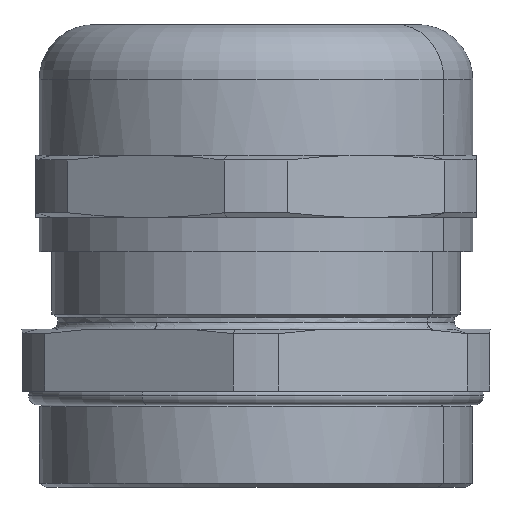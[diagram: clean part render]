
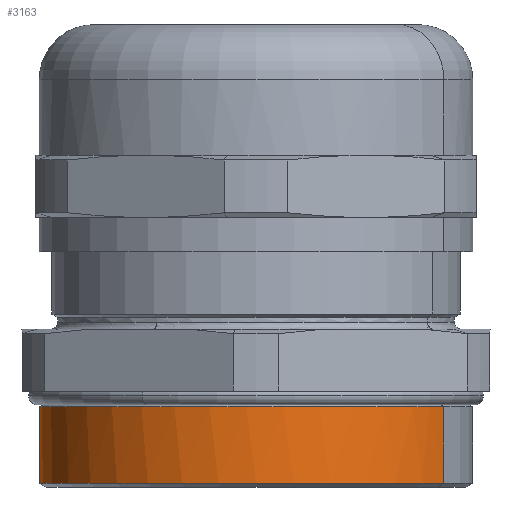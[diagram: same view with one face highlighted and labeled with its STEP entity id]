
A CAD part, front view. The second image highlights one B-rep face of the part: STEP entity #3163.
In plain terms, the highlighted cylindrical face has radius 31.475 mm (diameter 62.95 mm), a partial arc.
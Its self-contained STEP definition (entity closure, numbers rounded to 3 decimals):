
#3017=AXIS2_PLACEMENT_3D('Circle Axis2P3D',#3015,#3016,$) ;
#3124=AXIS2_PLACEMENT_3D('Cylinder Axis2P3D',#3121,#3122,#3123) ;
#3012=CARTESIAN_POINT('Vertex',(61.258,21.763,0.591)) ;
#3015=CARTESIAN_POINT('Axis2P3D Location',(34.,37.5,0.591)) ;
#3019=CARTESIAN_POINT('Vertex',(6.742,53.238,0.591)) ;
#3121=CARTESIAN_POINT('Axis2P3D Location',(34.,37.5,12.3)) ;
#3126=CARTESIAN_POINT('Line Origine',(61.258,21.763,12.3)) ;
#3130=CARTESIAN_POINT('Vertex',(61.258,21.763,11.723)) ;
#3134=CARTESIAN_POINT('Control Point',(6.742,53.238,11.723)) ;
#3135=CARTESIAN_POINT('Control Point',(4.27,48.956,11.723)) ;
#3136=CARTESIAN_POINT('Control Point',(2.638,44.189,11.723)) ;
#3137=CARTESIAN_POINT('Control Point',(1.976,39.156,11.723)) ;
#3138=CARTESIAN_POINT('Control Point',(2.66,29.102,11.723)) ;
#3139=CARTESIAN_POINT('Control Point',(7.094,20.054,11.723)) ;
#3140=CARTESIAN_POINT('Control Point',(10.184,16.027,11.723)) ;
#3141=CARTESIAN_POINT('Control Point',(17.777,9.401,11.723)) ;
#3142=CARTESIAN_POINT('Control Point',(27.311,6.138,11.723)) ;
#3143=CARTESIAN_POINT('Control Point',(32.344,5.476,11.723)) ;
#3144=CARTESIAN_POINT('Control Point',(42.398,6.16,11.723)) ;
#3145=CARTESIAN_POINT('Control Point',(51.446,10.594,11.723)) ;
#3146=CARTESIAN_POINT('Control Point',(55.473,13.684,11.723)) ;
#3147=CARTESIAN_POINT('Control Point',(58.786,17.481,11.723)) ;
#3148=CARTESIAN_POINT('Control Point',(61.258,21.763,11.723)) ;
#3149=CARTESIAN_POINT('Vertex',(6.742,53.237,11.723)) ;
#3152=CARTESIAN_POINT('Line Origine',(6.742,53.238,12.3)) ;
#3016=DIRECTION('Axis2P3D Direction',(-0.,0.,1.)) ;
#3122=DIRECTION('Axis2P3D Direction',(0.,-0.,-1.)) ;
#3123=DIRECTION('Axis2P3D XDirection',(0.866,-0.5,0.)) ;
#3127=DIRECTION('Vector Direction',(0.,0.,-1.)) ;
#3153=DIRECTION('Vector Direction',(0.,0.,-1.)) ;
#3128=VECTOR('Line Direction',#3127,1.) ;
#3154=VECTOR('Line Direction',#3153,1.) ;
#3158=ORIENTED_EDGE('',*,*,#3132,.T.) ;
#3159=ORIENTED_EDGE('',*,*,#3151,.F.) ;
#3160=ORIENTED_EDGE('',*,*,#3156,.T.) ;
#3161=ORIENTED_EDGE('',*,*,#3021,.F.) ;
#3163=ADVANCED_FACE('M63_UT_MS\\MANIFOLD_SOLID_BREP #1338',(#3162),#3125,.T.) ;
#3133=B_SPLINE_CURVE_WITH_KNOTS('',5,(#3134,#3135,#3136,#3137,#3138,#3139,#3140,#3141,#3142,#3143,#3144,#3145,#3146,#3147,#3148),.UNSPECIFIED.,.F.,.U.,(6,3,3,3,6),(-49.441,-24.72,0.,24.72,49.441),.UNSPECIFIED.) ;
#3018=CIRCLE('generated circle',#3017,31.475) ;
#3125=CYLINDRICAL_SURFACE('generated cylinder',#3124,31.475) ;
#3021=EDGE_CURVE('',#3013,#3020,#3018,.F.) ;
#3132=EDGE_CURVE('',#3013,#3131,#3129,.F.) ;
#3151=EDGE_CURVE('',#3150,#3131,#3133,.T.) ;
#3156=EDGE_CURVE('',#3150,#3020,#3155,.T.) ;
#3157=EDGE_LOOP('',(#3158,#3159,#3160,#3161)) ;
#3162=FACE_OUTER_BOUND('',#3157,.T.) ;
#3129=LINE('Line',#3126,#3128) ;
#3155=LINE('Line',#3152,#3154) ;
#3013=VERTEX_POINT('',#3012) ;
#3020=VERTEX_POINT('',#3019) ;
#3131=VERTEX_POINT('',#3130) ;
#3150=VERTEX_POINT('',#3149) ;
